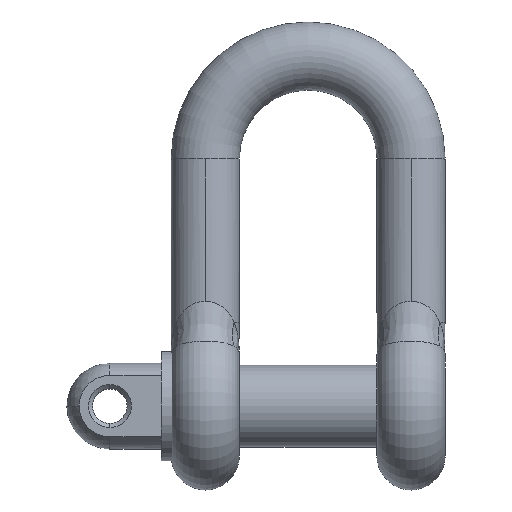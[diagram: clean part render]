
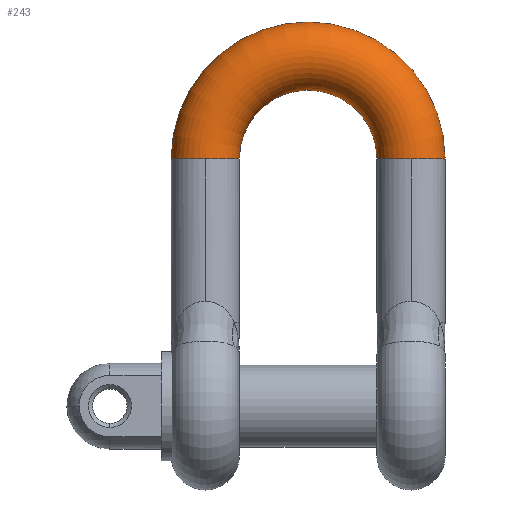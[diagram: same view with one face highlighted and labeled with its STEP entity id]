
A CAD part, top view. The second image highlights one B-rep face of the part: STEP entity #243.
In plain terms, the highlighted toroidal (fillet/blend) face has major radius 11.969 mm and minor radius 3.969 mm.
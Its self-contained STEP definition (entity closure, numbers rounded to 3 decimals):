
#20 = EDGE_CURVE ( 'NONE', #1130, #2401, #1332, .T. ) ;
#81 = EDGE_CURVE ( 'NONE', #282, #1594, #1072, .T. ) ;
#113 = EDGE_CURVE ( 'NONE', #282, #1285, #868, .T. ) ;
#152 = DIRECTION ( 'NONE',  ( 0., 0., 1. ) ) ;
#158 = DIRECTION ( 'NONE',  ( 0., -1., 0. ) ) ;
#161 = CARTESIAN_POINT ( 'NONE',  ( 11.969, 28.75, 0. ) ) ;
#243 = ADVANCED_FACE ( 'NONE', ( #1662 ), #2233, .T. ) ;
#282 = VERTEX_POINT ( 'NONE', #1441 ) ;
#286 = EDGE_CURVE ( 'NONE', #1285, #2253, #2273, .T. ) ;
#472 = CARTESIAN_POINT ( 'NONE',  ( 15.938, 28.75, 0. ) ) ;
#529 = EDGE_CURVE ( 'NONE', #2253, #2401, #824, .T. ) ;
#567 = CARTESIAN_POINT ( 'NONE',  ( 11.969, 28.75, 3.969 ) ) ;
#756 = AXIS2_PLACEMENT_3D ( 'NONE', #1039, #1057, #1006 ) ;
#778 = DIRECTION ( 'NONE',  ( -1., 0., 0. ) ) ;
#784 = DIRECTION ( 'NONE',  ( 0., 0., -1. ) ) ;
#785 = AXIS2_PLACEMENT_3D ( 'NONE', #787, #784, #778 ) ;
#787 = CARTESIAN_POINT ( 'NONE',  ( 0., 28.75, 0. ) ) ;
#818 = AXIS2_PLACEMENT_3D ( 'NONE', #2061, #2057, #2054 ) ;
#824 = CIRCLE ( 'NONE', #785, 8. ) ;
#840 = EDGE_CURVE ( 'NONE', #1594, #1130, #888, .T. ) ;
#868 = CIRCLE ( 'NONE', #818, 3.969 ) ;
#888 = CIRCLE ( 'NONE', #756, 3.969 ) ;
#935 = CARTESIAN_POINT ( 'NONE',  ( -8., 28.75, 0. ) ) ;
#1006 = DIRECTION ( 'NONE',  ( 0., 0., 1. ) ) ;
#1031 = AXIS2_PLACEMENT_3D ( 'NONE', #2134, #2122, #2108 ) ;
#1039 = CARTESIAN_POINT ( 'NONE',  ( 11.969, 28.75, 0. ) ) ;
#1057 = DIRECTION ( 'NONE',  ( 0., -1., 0. ) ) ;
#1072 = CIRCLE ( 'NONE', #1031, 15.938 ) ;
#1096 = EDGE_LOOP ( 'NONE', ( #1548, #1552, #1564, #1586, #1604, #1614 ) ) ;
#1130 = VERTEX_POINT ( 'NONE', #567 ) ;
#1280 = AXIS2_PLACEMENT_3D ( 'NONE', #161, #158, #152 ) ;
#1285 = VERTEX_POINT ( 'NONE', #1923 ) ;
#1332 = CIRCLE ( 'NONE', #1280, 3.969 ) ;
#1387 = CARTESIAN_POINT ( 'NONE',  ( 8., 28.75, 0. ) ) ;
#1407 = DIRECTION ( 'NONE',  ( 0., 0., 1. ) ) ;
#1409 = DIRECTION ( 'NONE',  ( 0., 1., 0. ) ) ;
#1416 = CARTESIAN_POINT ( 'NONE',  ( -11.969, 28.75, 0. ) ) ;
#1441 = CARTESIAN_POINT ( 'NONE',  ( -15.938, 28.75, 0. ) ) ;
#1548 = ORIENTED_EDGE ( 'NONE', *, *, #81, .F. ) ;
#1552 = ORIENTED_EDGE ( 'NONE', *, *, #113, .T. ) ;
#1564 = ORIENTED_EDGE ( 'NONE', *, *, #286, .T. ) ;
#1586 = ORIENTED_EDGE ( 'NONE', *, *, #529, .T. ) ;
#1594 = VERTEX_POINT ( 'NONE', #472 ) ;
#1604 = ORIENTED_EDGE ( 'NONE', *, *, #20, .F. ) ;
#1614 = ORIENTED_EDGE ( 'NONE', *, *, #840, .F. ) ;
#1641 = DIRECTION ( 'NONE',  ( -1., 0., 0. ) ) ;
#1645 = DIRECTION ( 'NONE',  ( 0., 0., -1. ) ) ;
#1649 = CARTESIAN_POINT ( 'NONE',  ( 0., 28.75, 0. ) ) ;
#1662 = FACE_OUTER_BOUND ( 'NONE', #1096, .T. ) ;
#1923 = CARTESIAN_POINT ( 'NONE',  ( -11.969, 28.75, 3.969 ) ) ;
#2054 = DIRECTION ( 'NONE',  ( 0., 0., 1. ) ) ;
#2057 = DIRECTION ( 'NONE',  ( 0., 1., 0. ) ) ;
#2061 = CARTESIAN_POINT ( 'NONE',  ( -11.969, 28.75, 0. ) ) ;
#2108 = DIRECTION ( 'NONE',  ( -1., 0., 0. ) ) ;
#2122 = DIRECTION ( 'NONE',  ( 0., 0., -1. ) ) ;
#2134 = CARTESIAN_POINT ( 'NONE',  ( 0., 28.75, 0. ) ) ;
#2233 = TOROIDAL_SURFACE ( 'NONE', #2238, 11.969, 3.969 ) ;
#2238 = AXIS2_PLACEMENT_3D ( 'NONE', #1649, #1645, #1641 ) ;
#2253 = VERTEX_POINT ( 'NONE', #935 ) ;
#2273 = CIRCLE ( 'NONE', #2348, 3.969 ) ;
#2348 = AXIS2_PLACEMENT_3D ( 'NONE', #1416, #1409, #1407 ) ;
#2401 = VERTEX_POINT ( 'NONE', #1387 ) ;
